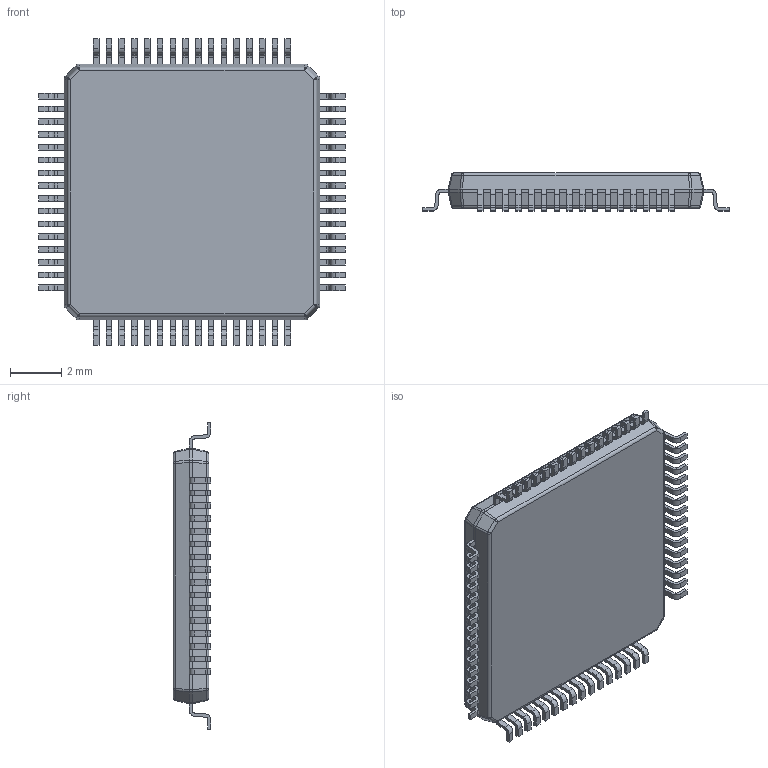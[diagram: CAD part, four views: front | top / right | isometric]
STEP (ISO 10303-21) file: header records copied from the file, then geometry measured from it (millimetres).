
FILE_DESCRIPTION((''),'2;1');
FILE_NAME('VEH64A_ASM','2012-02-17T',('CKXSSC'),(''),'PRO/ENGINEER BY PARAMETRIC TECHNOLOGY CORPORATION, 2011220','PRO/ENGINEER BY PARAMETRIC TECHNOLOGY CORPORATION, 2011220','');
FILE_SCHEMA(('AUTOMOTIVE_DESIGN_CC2 { 1 2 10303 214 -1 1 5 2 }'));
Length unit declared in the file: millimetre
Products named in the file (3): BODY_VEH64A; LEAD_VEH64A; VEH64A_ASM
Assembly tree (65 placements, depth 2):
  VEH64A_ASM
    BODY_VEH64A
    LEAD_VEH64A  x64
Bounding box: 12 x 1.49 x 12 mm (x, y, z)
Volume: 138.3 mm3; surface area: 313.5 mm2
Topology: 65 solids, 65 shells, 987 faces, 2482 edges, 1628 vertices
Faces by surface type: plane 669, cylinder 302, sphere 16
Entity records: 3969 total; most frequent: DIRECTION 612, CARTESIAN_POINT 591, ORIENTED_EDGE 428, AXIS2_PLACEMENT_3D 241, PRESENTATION_STYLE_ASSIGNMENT 216, STYLED_ITEM 216, CURVE_STYLE 214, EDGE_CURVE 214
